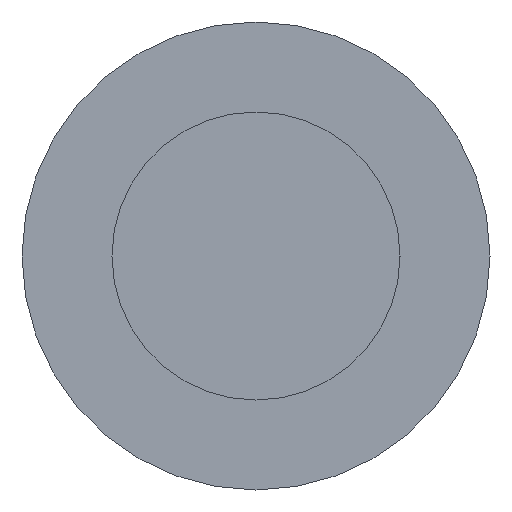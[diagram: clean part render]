
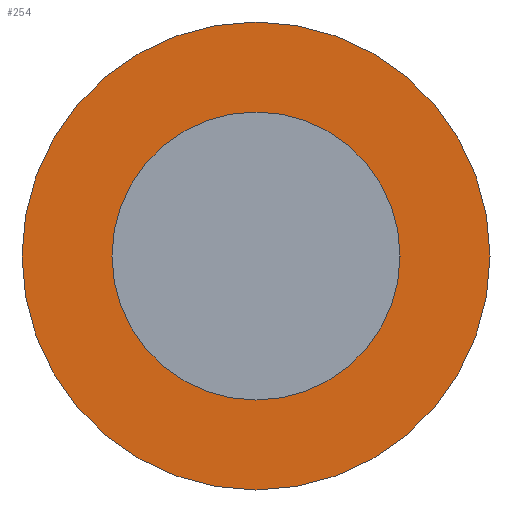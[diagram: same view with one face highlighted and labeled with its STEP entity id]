
A CAD part, left-side view. The second image highlights one B-rep face of the part: STEP entity #254.
In plain terms, the highlighted planar face has unit normal (-1, 0, 0).
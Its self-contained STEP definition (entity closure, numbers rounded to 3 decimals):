
#3 = CARTESIAN_POINT ( 'NONE',  ( 122.3, 0., -8. ) ) ;
#9 = AXIS2_PLACEMENT_3D ( 'NONE', #117, #373, #411 ) ;
#35 = VERTEX_POINT ( 'NONE', #319 ) ;
#36 = AXIS2_PLACEMENT_3D ( 'NONE', #396, #230, #105 ) ;
#40 = CIRCLE ( 'NONE', #36, 8. ) ;
#50 = EDGE_CURVE ( 'NONE', #358, #214, #130, .T. ) ;
#71 = FACE_OUTER_BOUND ( 'NONE', #152, .T. ) ;
#74 = CARTESIAN_POINT ( 'NONE',  ( 122.3, 0., 0. ) ) ;
#92 = CARTESIAN_POINT ( 'NONE',  ( 122.3, 0., 0. ) ) ;
#104 = CIRCLE ( 'NONE', #261, 13. ) ;
#105 = DIRECTION ( 'NONE',  ( 0., 0., 1. ) ) ;
#117 = CARTESIAN_POINT ( 'NONE',  ( 122.3, 0., 0. ) ) ;
#130 = CIRCLE ( 'NONE', #9, 8. ) ;
#141 = AXIS2_PLACEMENT_3D ( 'NONE', #74, #363, #142 ) ;
#142 = DIRECTION ( 'NONE',  ( 0., 0., 1. ) ) ;
#147 = CARTESIAN_POINT ( 'NONE',  ( 122.3, 0., 8. ) ) ;
#152 = EDGE_LOOP ( 'NONE', ( #404, #245 ) ) ;
#165 = CIRCLE ( 'NONE', #141, 13. ) ;
#175 = EDGE_CURVE ( 'NONE', #390, #35, #104, .T. ) ;
#214 = VERTEX_POINT ( 'NONE', #147 ) ;
#215 = EDGE_LOOP ( 'NONE', ( #301, #235 ) ) ;
#230 = DIRECTION ( 'NONE',  ( -1., 0., 0. ) ) ;
#235 = ORIENTED_EDGE ( 'NONE', *, *, #50, .F. ) ;
#245 = ORIENTED_EDGE ( 'NONE', *, *, #175, .T. ) ;
#247 = EDGE_CURVE ( 'NONE', #35, #390, #165, .T. ) ;
#254 = ADVANCED_FACE ( 'NONE', ( #293, #71 ), #267, .F. ) ;
#261 = AXIS2_PLACEMENT_3D ( 'NONE', #92, #316, #381 ) ;
#263 = CARTESIAN_POINT ( 'NONE',  ( 122.3, 0., -13. ) ) ;
#267 = PLANE ( 'NONE',  #302 ) ;
#293 = FACE_BOUND ( 'NONE', #215, .T. ) ;
#295 = DIRECTION ( 'NONE',  ( 1., 0., 0. ) ) ;
#297 = CARTESIAN_POINT ( 'NONE',  ( 122.3, 8., 0. ) ) ;
#301 = ORIENTED_EDGE ( 'NONE', *, *, #392, .F. ) ;
#302 = AXIS2_PLACEMENT_3D ( 'NONE', #297, #295, #329 ) ;
#316 = DIRECTION ( 'NONE',  ( -1., 0., 0. ) ) ;
#319 = CARTESIAN_POINT ( 'NONE',  ( 122.3, 0., 13. ) ) ;
#329 = DIRECTION ( 'NONE',  ( 0., 0., -1. ) ) ;
#358 = VERTEX_POINT ( 'NONE', #3 ) ;
#363 = DIRECTION ( 'NONE',  ( -1., 0., 0. ) ) ;
#373 = DIRECTION ( 'NONE',  ( -1., 0., 0. ) ) ;
#381 = DIRECTION ( 'NONE',  ( 0., 0., 1. ) ) ;
#390 = VERTEX_POINT ( 'NONE', #263 ) ;
#392 = EDGE_CURVE ( 'NONE', #214, #358, #40, .T. ) ;
#396 = CARTESIAN_POINT ( 'NONE',  ( 122.3, 0., 0. ) ) ;
#404 = ORIENTED_EDGE ( 'NONE', *, *, #247, .T. ) ;
#411 = DIRECTION ( 'NONE',  ( 0., 0., 1. ) ) ;
